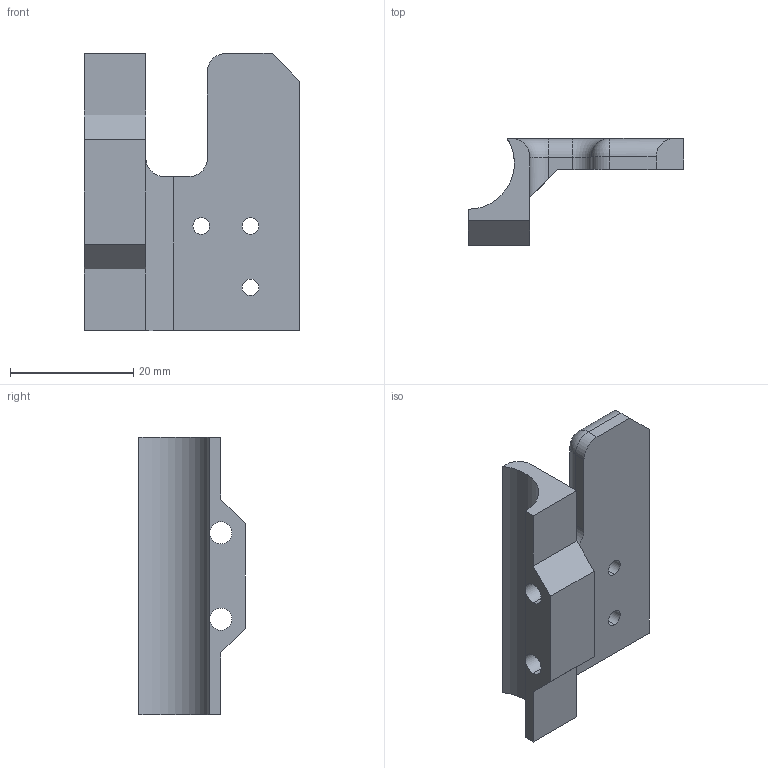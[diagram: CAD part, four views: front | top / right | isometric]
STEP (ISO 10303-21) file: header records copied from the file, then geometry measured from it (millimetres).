
FILE_DESCRIPTION (( 'STEP AP203' ), '1' );
FILE_NAME ('bearing upper retainer (LM8LUU).STEP', '2019-01-01T17:59:03', ( '' ), ( '' ), 'SwSTEP 2.0', 'SolidWorks 2018', '' );
FILE_SCHEMA (( 'CONFIG_CONTROL_DESIGN' ));
Length unit declared in the file: millimetre
Products named in the file (1): bearing upper retainer (LM8LUU)
Bounding box: 35 x 17.35 x 45 mm (x, y, z)
Volume: 7882.4 mm3; surface area: 4798.5 mm2
Topology: 1 solids, 1 shells, 44 faces, 114 edges, 73 vertices
Faces by surface type: cylinder 22, plane 19, torus 2, sphere 1
Entity records: 1442 total; most frequent: DIRECTION 245, CARTESIAN_POINT 237, ORIENTED_EDGE 226, EDGE_CURVE 113, AXIS2_PLACEMENT_3D 89, VERTEX_POINT 73, VECTOR 67, LINE 67
